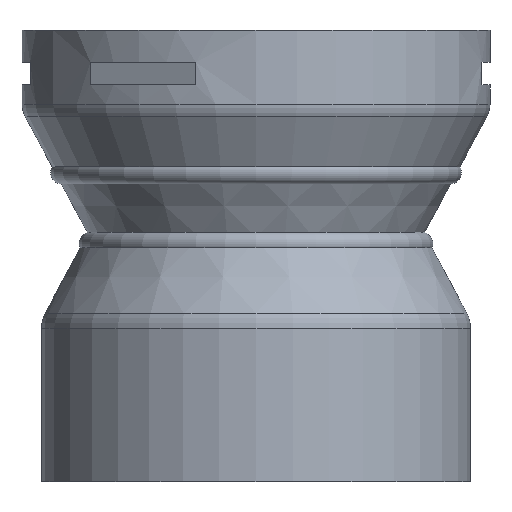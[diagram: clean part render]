
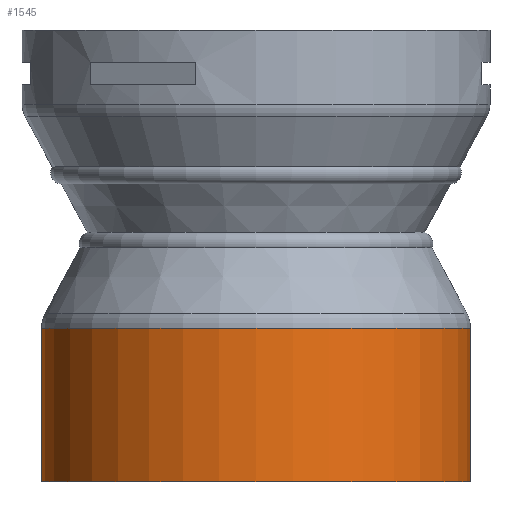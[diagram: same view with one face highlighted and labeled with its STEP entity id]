
A CAD part, front view. The second image highlights one B-rep face of the part: STEP entity #1545.
In plain terms, the highlighted cylindrical face has radius 665 mm (diameter 1330 mm), a full revolution.
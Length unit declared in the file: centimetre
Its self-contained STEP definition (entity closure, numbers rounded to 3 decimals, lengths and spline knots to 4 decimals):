
#32=CYLINDRICAL_SURFACE('',#1697,66.5);
#179=FACE_OUTER_BOUND('',#274,.T.);
#274=EDGE_LOOP('',(#1379,#1380,#1381,#1382,#1383));
#415=LINE('',#2604,#551);
#551=VECTOR('',#2133,66.5);
#617=CIRCLE('',#1695,66.5);
#619=CIRCLE('',#1698,66.5);
#620=CIRCLE('',#1699,66.5);
#764=VERTEX_POINT('',#2595);
#766=VERTEX_POINT('',#2600);
#767=VERTEX_POINT('',#2601);
#972=EDGE_CURVE('',#764,#764,#617,.T.);
#974=EDGE_CURVE('',#766,#767,#619,.T.);
#975=EDGE_CURVE('',#767,#766,#620,.T.);
#976=EDGE_CURVE('',#767,#764,#415,.T.);
#1379=ORIENTED_EDGE('',*,*,#974,.F.);
#1380=ORIENTED_EDGE('',*,*,#975,.F.);
#1381=ORIENTED_EDGE('',*,*,#976,.T.);
#1382=ORIENTED_EDGE('',*,*,#972,.F.);
#1383=ORIENTED_EDGE('',*,*,#976,.F.);
#1545=ADVANCED_FACE('',(#179),#32,.T.);
#1695=AXIS2_PLACEMENT_3D('',#2596,#2123,#2124);
#1697=AXIS2_PLACEMENT_3D('',#2599,#2127,#2128);
#1698=AXIS2_PLACEMENT_3D('',#2602,#2129,#2130);
#1699=AXIS2_PLACEMENT_3D('',#2603,#2131,#2132);
#2123=DIRECTION('center_axis',(0.,0.,-1.));
#2124=DIRECTION('ref_axis',(0.,1.,0.));
#2127=DIRECTION('center_axis',(0.,0.,1.));
#2128=DIRECTION('ref_axis',(-1.,0.,0.));
#2129=DIRECTION('center_axis',(0.,0.,1.));
#2130=DIRECTION('ref_axis',(1.,0.,0.));
#2131=DIRECTION('center_axis',(0.,0.,1.));
#2132=DIRECTION('ref_axis',(1.,0.,0.));
#2133=DIRECTION('',(0.,0.,-1.));
#2595=CARTESIAN_POINT('',(66.5,0.,0.));
#2596=CARTESIAN_POINT('Origin',(0.,0.,0.));
#2599=CARTESIAN_POINT('Origin',(0.,0.,33.7744));
#2600=CARTESIAN_POINT('',(0.,66.5,47.5488));
#2601=CARTESIAN_POINT('',(66.5,0.,47.5488));
#2602=CARTESIAN_POINT('Origin',(0.,0.,47.5488));
#2603=CARTESIAN_POINT('Origin',(0.,0.,47.5488));
#2604=CARTESIAN_POINT('',(66.5,0.,33.7744));
